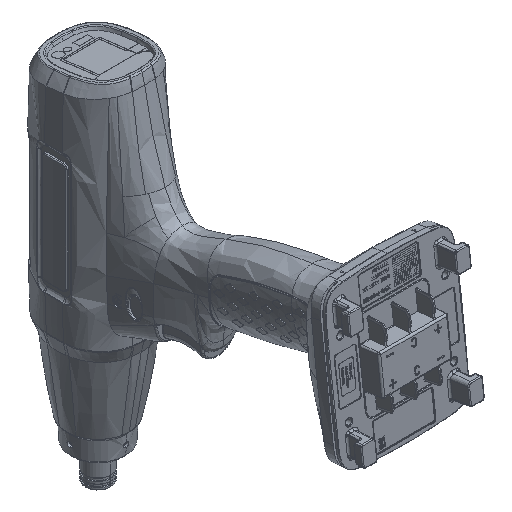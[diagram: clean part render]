
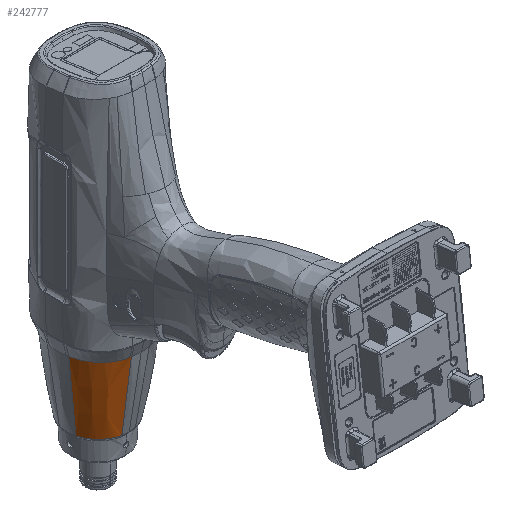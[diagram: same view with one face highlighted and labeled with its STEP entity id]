
A CAD part, isometric view. The second image highlights one B-rep face of the part: STEP entity #242777.
In plain terms, the highlighted free-form (B-spline) face has degree [3, 3] with [4, 11] control points.
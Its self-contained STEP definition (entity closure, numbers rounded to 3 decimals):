
#66708=CARTESIAN_POINT('',(-5.,-23.809,
-5.701));
#66848=CARTESIAN_POINT('',(-17.008,-4.623,
-47.801));
#66849=CARTESIAN_POINT('',(-16.808,-5.359,
-47.801));
#66850=CARTESIAN_POINT('',(-16.289,-6.872,
-47.801));
#66851=CARTESIAN_POINT('',(-15.208,-9.02,
-47.801));
#66852=CARTESIAN_POINT('',(-13.823,-11.022,
-47.801));
#66853=CARTESIAN_POINT('',(-12.204,-12.791,
-47.801));
#66854=CARTESIAN_POINT('',(-10.363,-14.324,
-47.801));
#66855=CARTESIAN_POINT('',(-8.33,-15.594,
-47.801));
#66856=CARTESIAN_POINT('',(-6.143,-16.578,
-47.801));
#66857=CARTESIAN_POINT('',(-4.61,-17.03,
-47.801));
#66858=CARTESIAN_POINT('',(-3.831,-17.204,
-47.801));
#67118=CARTESIAN_POINT('',(-22.394,-6.,
-5.701));
#67119=CARTESIAN_POINT('',(-21.318,-5.736,
-19.82));
#67120=CARTESIAN_POINT('',(-19.519,-5.275,
-33.88));
#67121=CARTESIAN_POINT('',(-17.008,-4.623,
-47.801));
#67126=CARTESIAN_POINT('',(-22.394,-6.,
-5.701));
#67127=CARTESIAN_POINT('',(-22.225,-6.826,
-5.703));
#67128=CARTESIAN_POINT('',(-21.833,-8.39,
-5.723));
#67129=CARTESIAN_POINT('',(-21.207,-10.293,
-5.713));
#67130=CARTESIAN_POINT('',(-20.361,-12.28,
-5.698));
#67131=CARTESIAN_POINT('',(-19.38,-14.06,
-5.7));
#67132=CARTESIAN_POINT('',(-18.226,-15.769,
-5.702));
#67133=CARTESIAN_POINT('',(-16.936,-17.352,
-5.7));
#67134=CARTESIAN_POINT('',(-15.538,-18.804,
-5.703));
#67135=CARTESIAN_POINT('',(-14.022,-20.114,
-5.695));
#67136=CARTESIAN_POINT('',(-12.573,-21.129,
-5.7));
#67137=CARTESIAN_POINT('',(-11.057,-21.985,
-5.707));
#67138=CARTESIAN_POINT('',(-9.5,-22.667,-5.713));
#67139=CARTESIAN_POINT('',(-7.794,-23.233,
-5.715));
#67140=CARTESIAN_POINT('',(-6.517,-23.534,
-5.705));
#67141=CARTESIAN_POINT('',(-5.848,-23.662,
-5.702));
#67146=CARTESIAN_POINT('',(-5.848,-23.662,
-5.702));
#67147=CARTESIAN_POINT('',(-5.756,-23.68,
-5.702));
#67148=CARTESIAN_POINT('',(-5.57,-23.714,
-5.702));
#67149=CARTESIAN_POINT('',(-5.287,-23.763,
-5.701));
#67150=CARTESIAN_POINT('',(-5.096,-23.794,
-5.701));
#67151=CARTESIAN_POINT('',(-5.,-23.809,
-5.701));
#67156=CARTESIAN_POINT('',(-5.,-23.809,
-5.701));
#67157=CARTESIAN_POINT('',(-4.765,-22.339,
-19.842));
#67158=CARTESIAN_POINT('',(-4.375,-20.13,
-33.909));
#67159=CARTESIAN_POINT('',(-3.831,-17.204,
-47.801));
#137674=CARTESIAN_POINT('',(-22.394,-6.,
-5.701));
#137675=VERTEX_POINT('',#137674);
#137676=CARTESIAN_POINT('',(-5.848,-23.662,
-5.702));
#137677=VERTEX_POINT('',#137676);
#137678=VERTEX_POINT('',#66708);
#137937=VERTEX_POINT('',#67121);
#137938=VERTEX_POINT('',#67159);
#242725=CARTESIAN_POINT('',(-22.475,-5.765,
-5.274));
#242726=CARTESIAN_POINT('',(-22.269,-6.816,
-5.274));
#242727=CARTESIAN_POINT('',(-21.751,-8.93,
-5.274));
#242728=CARTESIAN_POINT('',(-20.575,-12.049,
-5.273));
#242729=CARTESIAN_POINT('',(-18.847,-15.076,
-5.273));
#242730=CARTESIAN_POINT('',(-16.573,-17.91,
-5.273));
#242731=CARTESIAN_POINT('',(-13.92,-20.348,
-5.273));
#242732=CARTESIAN_POINT('',(-11.058,-22.123,
-5.273));
#242733=CARTESIAN_POINT('',(-7.996,-23.285,
-5.273));
#242734=CARTESIAN_POINT('',(-5.87,-23.728,
-5.273));
#242735=CARTESIAN_POINT('',(-4.761,-23.891,
-5.273));
#242736=CARTESIAN_POINT('',(-21.394,-5.512,
-19.677));
#242737=CARTESIAN_POINT('',(-21.178,-6.513,
-19.678));
#242738=CARTESIAN_POINT('',(-20.631,-8.515,
-19.68));
#242739=CARTESIAN_POINT('',(-19.426,-11.423,
-19.684));
#242740=CARTESIAN_POINT('',(-17.749,-14.192,
-19.688));
#242741=CARTESIAN_POINT('',(-15.622,-16.745,
-19.692));
#242742=CARTESIAN_POINT('',(-13.161,-18.946,
-19.696));
#242743=CARTESIAN_POINT('',(-10.49,-20.607,
-19.698));
#242744=CARTESIAN_POINT('',(-7.607,-21.763,
-19.7));
#242745=CARTESIAN_POINT('',(-5.592,-22.233,
-19.7));
#242746=CARTESIAN_POINT('',(-4.537,-22.409,
-19.699));
#242747=CARTESIAN_POINT('',(-19.56,-5.061,
-34.021));
#242748=CARTESIAN_POINT('',(-19.343,-5.977,
-34.022));
#242749=CARTESIAN_POINT('',(-18.791,-7.796,
-34.025));
#242750=CARTESIAN_POINT('',(-17.609,-10.394,
-34.031));
#242751=CARTESIAN_POINT('',(-16.049,-12.817,
-34.037));
#242752=CARTESIAN_POINT('',(-14.144,-15.009,
-34.043));
#242753=CARTESIAN_POINT('',(-11.957,-16.905,
-34.049));
#242754=CARTESIAN_POINT('',(-9.566,-18.395,
-34.052));
#242755=CARTESIAN_POINT('',(-6.96,-19.499,
-34.053));
#242756=CARTESIAN_POINT('',(-5.124,-19.976,
-34.052));
#242757=CARTESIAN_POINT('',(-4.159,-20.157,
-34.05));
#242758=CARTESIAN_POINT('',(-16.981,-4.42,
-48.219));
#242759=CARTESIAN_POINT('',(-16.773,-5.217,
-48.218));
#242760=CARTESIAN_POINT('',(-16.243,-6.785,
-48.218));
#242761=CARTESIAN_POINT('',(-15.136,-8.979,
-48.218));
#242762=CARTESIAN_POINT('',(-13.755,-10.968,
-48.218));
#242763=CARTESIAN_POINT('',(-12.146,-12.724,
-48.218));
#242764=CARTESIAN_POINT('',(-10.314,-14.246,
-48.218));
#242765=CARTESIAN_POINT('',(-8.293,-15.509,
-48.218));
#242766=CARTESIAN_POINT('',(-6.059,-16.516,
-48.218));
#242767=CARTESIAN_POINT('',(-4.468,-16.978,
-48.218));
#242768=CARTESIAN_POINT('',(-3.628,-17.156,
-48.218));
#242769=B_SPLINE_SURFACE_WITH_KNOTS('',3,3,((#242725,#242726,#242727,#242728,
#242729,#242730,#242731,#242732,#242733,#242734,#242735),(#242736,#242737,
#242738,#242739,#242740,#242741,#242742,#242743,#242744,#242745,#242746),(
#242747,#242748,#242749,#242750,#242751,#242752,#242753,#242754,#242755,#242756,
#242757),(#242758,#242759,#242760,#242761,#242762,#242763,#242764,#242765,
#242766,#242767,#242768)),.UNSPECIFIED.,.F.,.F.,.F.,(4,4),(4,1,1,1,1,1,1,1,4),(
-0.01,1.01),(0.579,0.624,
0.669,0.713,0.756,0.8,0.843,
0.887,0.933),.UNSPECIFIED.);
#242770=ORIENTED_EDGE('',*,*,#242718,.F.);
#242771=ORIENTED_EDGE('',*,*,#242013,.T.);
#242772=ORIENTED_EDGE('',*,*,#242055,.T.);
#242773=ORIENTED_EDGE('',*,*,#242284,.T.);
#242774=ORIENTED_EDGE('',*,*,#242303,.F.);
#242775=EDGE_LOOP('',(#242770,#242771,#242772,#242773,#242774));
#242776=FACE_OUTER_BOUND('',#242775,.F.);
#242777=ADVANCED_FACE('',(#242776),#242769,.T.);
#66859=B_SPLINE_CURVE_WITH_KNOTS('',3,(#66848,#66849,#66850,#66851,#66852,
#66853,#66854,#66855,#66856,#66857,#66858),.UNSPECIFIED.,.F.,.F.,(4,1,1,1,1,1,1,
1,4),(0.,0.119,0.25,0.375,
0.5,0.625,0.75,0.875,1.),
.UNSPECIFIED.);
#67122=B_SPLINE_CURVE_WITH_KNOTS('',3,(#67118,#67119,#67120,#67121),
.UNSPECIFIED.,.F.,.F.,(4,4),(0.,1.),.UNSPECIFIED.);
#67142=B_SPLINE_CURVE_WITH_KNOTS('',3,(#67126,#67127,#67128,#67129,#67130,
#67131,#67132,#67133,#67134,#67135,#67136,#67137,#67138,#67139,#67140,#67141),
.UNSPECIFIED.,.F.,.F.,(4,1,1,1,1,1,1,1,1,1,1,1,1,4),(0.,0.077,
0.154,0.231,0.308,0.385,
0.462,0.538,0.615,0.692,
0.769,0.846,0.923,1.),.UNSPECIFIED.);
#67152=B_SPLINE_CURVE_WITH_KNOTS('',3,(#67146,#67147,#67148,#67149,#67150,
#67151),.UNSPECIFIED.,.F.,.F.,(4,1,1,4),(0.,0.333,
0.667,1.),.UNSPECIFIED.);
#67160=B_SPLINE_CURVE_WITH_KNOTS('',3,(#67156,#67157,#67158,#67159),
.UNSPECIFIED.,.F.,.F.,(4,4),(0.,1.),.UNSPECIFIED.);
#242013=EDGE_CURVE('',#137675,#137677,#67142,.T.);
#242055=EDGE_CURVE('',#137677,#137678,#67152,.T.);
#242284=EDGE_CURVE('',#137678,#137938,#67160,.T.);
#242303=EDGE_CURVE('',#137937,#137938,#66859,.T.);
#242718=EDGE_CURVE('',#137675,#137937,#67122,.T.);
